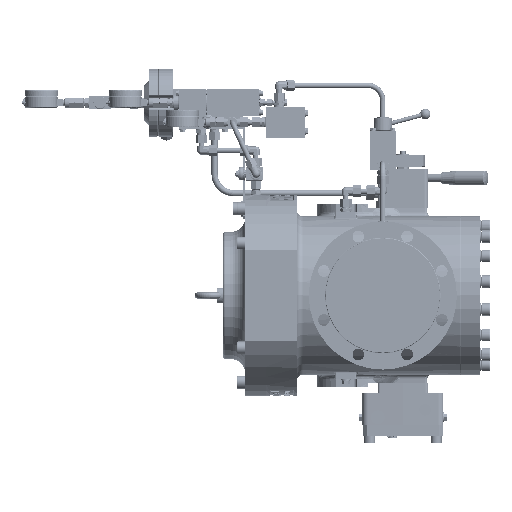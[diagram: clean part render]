
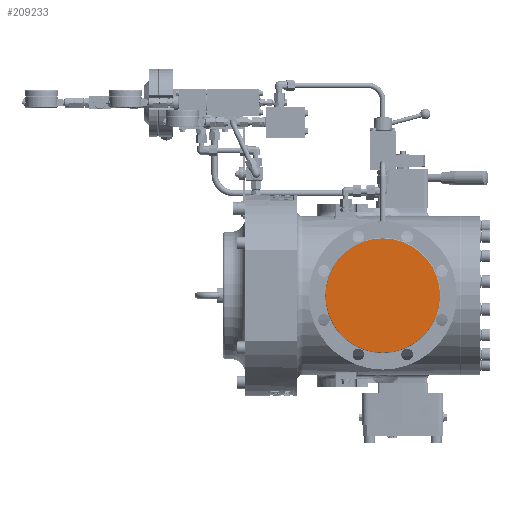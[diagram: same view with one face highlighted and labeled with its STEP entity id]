
A CAD part, left-side view. The second image highlights one B-rep face of the part: STEP entity #209233.
In plain terms, the highlighted planar face has unit normal (-1, 0, 0).
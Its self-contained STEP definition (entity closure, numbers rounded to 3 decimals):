
#16536 = CIRCLE ( 'NONE', #239850, 107.95 ) ;
#24699 = DIRECTION ( 'NONE',  ( -1., 0., 0. ) ) ;
#27120 = FACE_OUTER_BOUND ( 'NONE', #30236, .T. ) ;
#27449 = DIRECTION ( 'NONE',  ( 0., 0., 1. ) ) ;
#27726 = DIRECTION ( 'NONE',  ( 0., 0., 1. ) ) ;
#28360 = CARTESIAN_POINT ( 'NONE',  ( -225.5, 0., -107.95 ) ) ;
#30236 = EDGE_LOOP ( 'NONE', ( #258755, #227204 ) ) ;
#66038 = CARTESIAN_POINT ( 'NONE',  ( -225.5, 107.95, 0. ) ) ;
#89572 = CARTESIAN_POINT ( 'NONE',  ( -225.5, 0., 0. ) ) ;
#106143 = EDGE_CURVE ( 'Defeature ausgef�hrt1_648+Defeature ausgef�hrt1_654+Defeature ausgef�hrt1_654+Defeature ausgef�hrt1_654', #155083, #140609, #236851, .T. ) ;
#140609 = VERTEX_POINT ( 'NONE', #28360 ) ;
#143180 = AXIS2_PLACEMENT_3D ( 'NONE', #89572, #24699, #27449 ) ;
#155083 = VERTEX_POINT ( 'NONE', #226170 ) ;
#162265 = AXIS2_PLACEMENT_3D ( 'NONE', #66038, #172530, #255898 ) ;
#172530 = DIRECTION ( 'NONE',  ( -1., 0., 0. ) ) ;
#209233 = ADVANCED_FACE ( 'Defeature ausgef�hrt1_648', ( #27120 ), #254066, .T. ) ;
#226170 = CARTESIAN_POINT ( 'NONE',  ( -225.5, 0., 107.95 ) ) ;
#227204 = ORIENTED_EDGE ( 'NONE', *, *, #268768, .T. ) ;
#236851 = CIRCLE ( 'NONE', #143180, 107.95 ) ;
#238874 = DIRECTION ( 'NONE',  ( -1., 0., 0. ) ) ;
#239850 = AXIS2_PLACEMENT_3D ( 'NONE', #249222, #238874, #27726 ) ;
#249222 = CARTESIAN_POINT ( 'NONE',  ( -225.5, 0., 0. ) ) ;
#254066 = PLANE ( 'NONE',  #162265 ) ;
#255898 = DIRECTION ( 'NONE',  ( 0., 0., 1. ) ) ;
#258755 = ORIENTED_EDGE ( 'NONE', *, *, #106143, .T. ) ;
#268768 = EDGE_CURVE ( 'Defeature ausgef�hrt1_648+Defeature ausgef�hrt1_654+Defeature ausgef�hrt1_654+Defeature ausgef�hrt1_654', #140609, #155083, #16536, .T. ) ;
